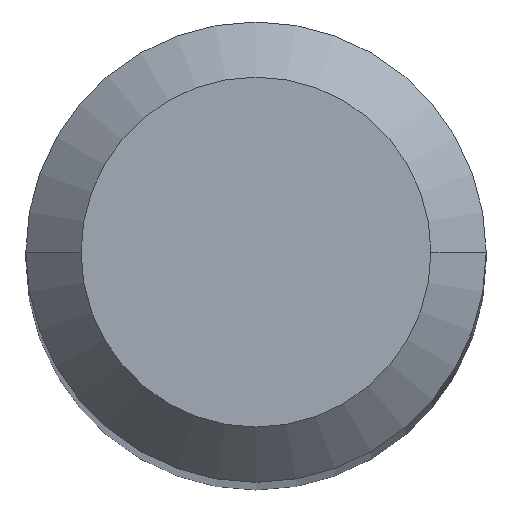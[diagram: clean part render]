
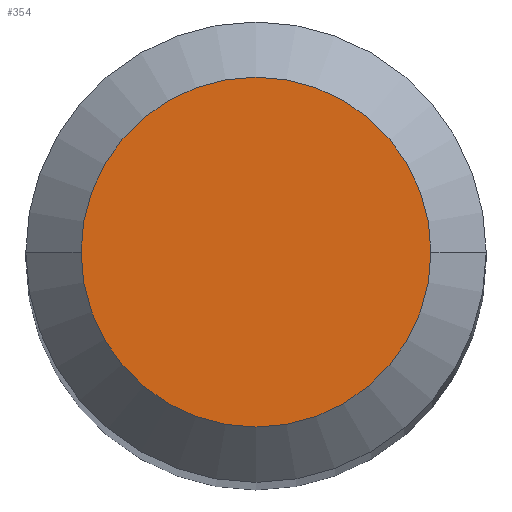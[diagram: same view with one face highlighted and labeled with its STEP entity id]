
A CAD part, top view. The second image highlights one B-rep face of the part: STEP entity #354.
In plain terms, the highlighted planar face has unit normal (0, 0, 1).
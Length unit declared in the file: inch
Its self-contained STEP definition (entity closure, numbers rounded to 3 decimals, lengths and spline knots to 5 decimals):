
#2 = CARTESIAN_POINT ( 'NONE',  ( 0., 0., 0. ) ) ;
#31 = DIRECTION ( 'NONE',  ( 1., 0., 0. ) ) ;
#41 = PLANE ( 'NONE',  #234 ) ;
#70 = AXIS2_PLACEMENT_3D ( 'NONE', #2, #222, #81 ) ;
#81 = DIRECTION ( 'NONE',  ( 1., 0., 0. ) ) ;
#96 = ORIENTED_EDGE ( 'NONE', *, *, #213, .T. ) ;
#136 = VERTEX_POINT ( 'NONE', #370 ) ;
#188 = DIRECTION ( 'NONE',  ( 0., 0., -1. ) ) ;
#207 = VERTEX_POINT ( 'NONE', #241 ) ;
#213 = EDGE_CURVE ( 'NONE', #136, #207, #427, .T. ) ;
#222 = DIRECTION ( 'NONE',  ( 0., 0., 1. ) ) ;
#234 = AXIS2_PLACEMENT_3D ( 'NONE', #409, #188, #326 ) ;
#241 = CARTESIAN_POINT ( 'NONE',  ( -0.0475, 0., 0. ) ) ;
#277 = CARTESIAN_POINT ( 'NONE',  ( 0., 0., 0. ) ) ;
#292 = ORIENTED_EDGE ( 'NONE', *, *, #306, .T. ) ;
#306 = EDGE_CURVE ( 'NONE', #207, #136, #382, .T. ) ;
#309 = EDGE_LOOP ( 'NONE', ( #292, #96 ) ) ;
#326 = DIRECTION ( 'NONE',  ( -1., 0., 0. ) ) ;
#354 = ADVANCED_FACE ( 'NONE', ( #365 ), #41, .F. ) ;
#365 = FACE_OUTER_BOUND ( 'NONE', #309, .T. ) ;
#370 = CARTESIAN_POINT ( 'NONE',  ( 0.0475, 0., 0. ) ) ;
#372 = AXIS2_PLACEMENT_3D ( 'NONE', #277, #428, #31 ) ;
#382 = CIRCLE ( 'NONE', #70, 0.0475 ) ;
#409 = CARTESIAN_POINT ( 'NONE',  ( 0., 0.0475, 0. ) ) ;
#427 = CIRCLE ( 'NONE', #372, 0.0475 ) ;
#428 = DIRECTION ( 'NONE',  ( 0., 0., 1. ) ) ;
